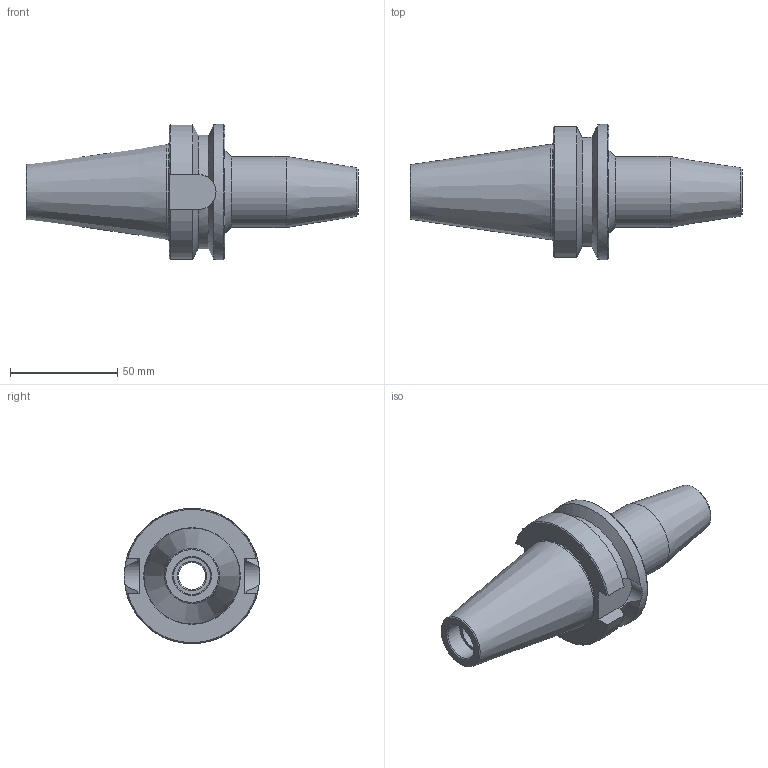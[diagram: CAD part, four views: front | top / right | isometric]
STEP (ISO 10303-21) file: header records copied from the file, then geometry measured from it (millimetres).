
FILE_DESCRIPTION(/* description */ (''),/* implementation_level */ '2;1');
FILE_NAME(/* name */ 'BT40-SF.500-3.5D.step',/* time_stamp */ '2026-01-05T17:17:05-06:00',/* author */ (''),/* organization */ (''),/* preprocessor_version */ 'ST-DEVELOPER v20.1',/* originating_system */ 'Autodesk Translation Framework v14.21.0.0',/* authorisation */ '');
FILE_SCHEMA (('AUTOMOTIVE_DESIGN { 1 0 10303 214 3 1 1 }'));
Length unit declared in the file: inch
Products named in the file (1): BT40 EM.750-2.5D
Bounding box: 154.43 x 62.99 x 62.99 mm (x, y, z)
Volume: 158932.5 mm3; surface area: 30209.4 mm2
Topology: 1 solids, 1 shells, 41 faces, 97 edges, 62 vertices
Faces by surface type: cone 14, cylinder 13, plane 12, torus 2
Full cylindrical faces by diameter (mm): 12.7 x1, 13.716 x1, 14.224 x1, 17.018 x1, 33.045 x1, 44.45 x1, 62.992 x1
Entity records: 1279 total; most frequent: CARTESIAN_POINT 288, DIRECTION 203, ORIENTED_EDGE 194, EDGE_CURVE 97, AXIS2_PLACEMENT_3D 83, VERTEX_POINT 62, EDGE_LOOP 47, FACE_OUTER_BOUND 41
